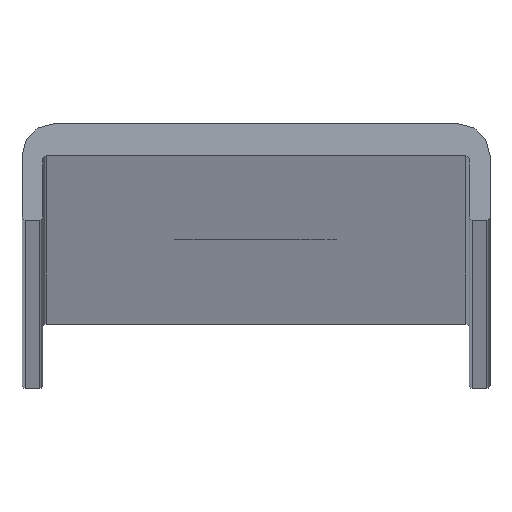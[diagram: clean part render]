
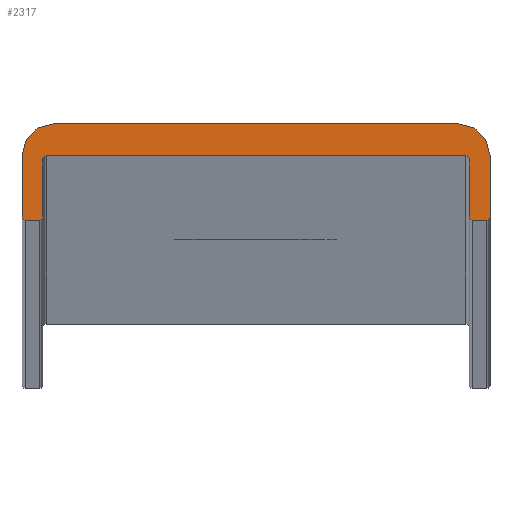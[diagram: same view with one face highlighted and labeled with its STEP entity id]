
A CAD part, top view. The second image highlights one B-rep face of the part: STEP entity #2317.
In plain terms, the highlighted planar face has unit normal (0, 0, 1).
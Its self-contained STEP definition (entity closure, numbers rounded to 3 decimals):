
#43 = DIRECTION ( 'NONE',  ( 0., 0., 1. ) ) ;
#270 = AXIS2_PLACEMENT_3D ( 'NONE', #8866, #2015, #11855 ) ;
#522 = DIRECTION ( 'NONE',  ( 0., -1., 0. ) ) ;
#788 = CARTESIAN_POINT ( 'NONE',  ( -13.05, 4., 3000. ) ) ;
#844 = EDGE_CURVE ( 'NONE', #5150, #16582, #14797, .T. ) ;
#897 = CARTESIAN_POINT ( 'NONE',  ( 13.45, 0., 3000. ) ) ;
#1105 = DIRECTION ( 'NONE',  ( 1., 0., 0. ) ) ;
#1643 = ORIENTED_EDGE ( 'NONE', *, *, #16534, .T. ) ;
#1645 = EDGE_CURVE ( 'NONE', #17544, #2199, #2896, .T. ) ;
#1825 = AXIS2_PLACEMENT_3D ( 'NONE', #10238, #4600, #10126 ) ;
#1902 = ORIENTED_EDGE ( 'NONE', *, *, #10494, .T. ) ;
#1927 = CARTESIAN_POINT ( 'NONE',  ( 13.25, 3.8, 3000. ) ) ;
#1965 = EDGE_CURVE ( 'NONE', #10078, #2909, #8628, .T. ) ;
#1987 = EDGE_CURVE ( 'NONE', #5713, #15986, #16765, .T. ) ;
#2015 = DIRECTION ( 'NONE',  ( 0., 0., 1. ) ) ;
#2152 = VERTEX_POINT ( 'NONE', #9344 ) ;
#2168 = VERTEX_POINT ( 'NONE', #897 ) ;
#2169 = LINE ( 'NONE', #10549, #3919 ) ;
#2199 = VERTEX_POINT ( 'NONE', #12161 ) ;
#2201 = VECTOR ( 'NONE', #12299, 1000. ) ;
#2317 = ADVANCED_FACE ( 'NONE', ( #8848 ), #8840, .F. ) ;
#2825 = AXIS2_PLACEMENT_3D ( 'NONE', #16628, #9811, #1105 ) ;
#2879 = VERTEX_POINT ( 'NONE', #6515 ) ;
#2896 = LINE ( 'NONE', #1927, #2201 ) ;
#2909 = VERTEX_POINT ( 'NONE', #788 ) ;
#2928 = ORIENTED_EDGE ( 'NONE', *, *, #16933, .T. ) ;
#3141 = CARTESIAN_POINT ( 'NONE',  ( 14.35, 0., 3000. ) ) ;
#3732 = VECTOR ( 'NONE', #3881, 1000. ) ;
#3881 = DIRECTION ( 'NONE',  ( 1., 0., 0. ) ) ;
#3892 = ORIENTED_EDGE ( 'NONE', *, *, #7394, .T. ) ;
#3919 = VECTOR ( 'NONE', #13428, 1000. ) ;
#4245 = VECTOR ( 'NONE', #6711, 1000. ) ;
#4600 = DIRECTION ( 'NONE',  ( 0., 0., 1. ) ) ;
#4760 = CARTESIAN_POINT ( 'NONE',  ( -14.55, 4., 3000. ) ) ;
#4830 = VERTEX_POINT ( 'NONE', #15555 ) ;
#4994 = ORIENTED_EDGE ( 'NONE', *, *, #8929, .T. ) ;
#5006 = AXIS2_PLACEMENT_3D ( 'NONE', #12793, #8431, #16939 ) ;
#5040 = ORIENTED_EDGE ( 'NONE', *, *, #6204, .T. ) ;
#5095 = ORIENTED_EDGE ( 'NONE', *, *, #844, .T. ) ;
#5150 = VERTEX_POINT ( 'NONE', #6202 ) ;
#5303 = EDGE_CURVE ( 'NONE', #2909, #7586, #2169, .T. ) ;
#5358 = CARTESIAN_POINT ( 'NONE',  ( -12.55, 6., 3000. ) ) ;
#5433 = ORIENTED_EDGE ( 'NONE', *, *, #1645, .T. ) ;
#5578 = AXIS2_PLACEMENT_3D ( 'NONE', #11489, #14500, #7706 ) ;
#5713 = VERTEX_POINT ( 'NONE', #14750 ) ;
#5999 = CARTESIAN_POINT ( 'NONE',  ( 13.05, 4., 3000. ) ) ;
#6023 = CARTESIAN_POINT ( 'NONE',  ( -14.55, 0.2, 3000. ) ) ;
#6147 = CARTESIAN_POINT ( 'NONE',  ( -13.05, 3.8, 3000. ) ) ;
#6202 = CARTESIAN_POINT ( 'NONE',  ( -14.55, 0.2, 3000. ) ) ;
#6204 = EDGE_CURVE ( 'NONE', #4830, #5713, #7116, .T. ) ;
#6226 = EDGE_CURVE ( 'NONE', #2199, #2168, #8447, .T. ) ;
#6302 = EDGE_CURVE ( 'NONE', #2879, #15689, #6658, .T. ) ;
#6515 = CARTESIAN_POINT ( 'NONE',  ( 14.55, 0.2, 3000. ) ) ;
#6658 = LINE ( 'NONE', #18237, #14813 ) ;
#6711 = DIRECTION ( 'NONE',  ( -1., 0., 0. ) ) ;
#7074 = CARTESIAN_POINT ( 'NONE',  ( -14.35, 0., 3000. ) ) ;
#7116 = LINE ( 'NONE', #5358, #4245 ) ;
#7394 = EDGE_CURVE ( 'NONE', #15689, #4830, #14154, .T. ) ;
#7447 = CIRCLE ( 'NONE', #5006, 0.2 ) ;
#7470 = CARTESIAN_POINT ( 'NONE',  ( 13.25, 3.8, 3000. ) ) ;
#7489 = CARTESIAN_POINT ( 'NONE',  ( -13.25, 3.8, 3000. ) ) ;
#7586 = VERTEX_POINT ( 'NONE', #5999 ) ;
#7693 = CARTESIAN_POINT ( 'NONE',  ( 13.45, 0., 3000. ) ) ;
#7706 = DIRECTION ( 'NONE',  ( -1., 0., 0. ) ) ;
#8431 = DIRECTION ( 'NONE',  ( 0., 0., 1. ) ) ;
#8447 = CIRCLE ( 'NONE', #9131, 0.2 ) ;
#8628 = CIRCLE ( 'NONE', #9112, 0.2 ) ;
#8840 = PLANE ( 'NONE',  #5578 ) ;
#8848 = FACE_OUTER_BOUND ( 'NONE', #13408, .T. ) ;
#8866 = CARTESIAN_POINT ( 'NONE',  ( -12.55, 4., 3000. ) ) ;
#8929 = EDGE_CURVE ( 'NONE', #15986, #5150, #13924, .T. ) ;
#9112 = AXIS2_PLACEMENT_3D ( 'NONE', #6147, #13337, #11678 ) ;
#9131 = AXIS2_PLACEMENT_3D ( 'NONE', #16767, #13737, #9554 ) ;
#9204 = VECTOR ( 'NONE', #11825, 1000. ) ;
#9318 = DIRECTION ( 'NONE',  ( 0., 1., 0. ) ) ;
#9344 = CARTESIAN_POINT ( 'NONE',  ( -13.25, 0.2, 3000. ) ) ;
#9554 = DIRECTION ( 'NONE',  ( -1., 0., 0. ) ) ;
#9770 = ORIENTED_EDGE ( 'NONE', *, *, #18129, .T. ) ;
#9811 = DIRECTION ( 'NONE',  ( 0., 0., -1. ) ) ;
#9956 = DIRECTION ( 'NONE',  ( 0., 0., 1. ) ) ;
#10076 = VECTOR ( 'NONE', #9318, 1000. ) ;
#10078 = VERTEX_POINT ( 'NONE', #7489 ) ;
#10126 = DIRECTION ( 'NONE',  ( -1., 0., 0. ) ) ;
#10238 = CARTESIAN_POINT ( 'NONE',  ( 12.55, 4., 3000. ) ) ;
#10489 = CARTESIAN_POINT ( 'NONE',  ( -13.45, 0., 3000. ) ) ;
#10494 = EDGE_CURVE ( 'NONE', #16582, #11405, #12333, .T. ) ;
#10549 = CARTESIAN_POINT ( 'NONE',  ( -13.05, 4., 3000. ) ) ;
#10783 = EDGE_CURVE ( 'NONE', #10824, #2879, #14138, .T. ) ;
#10824 = VERTEX_POINT ( 'NONE', #3141 ) ;
#11405 = VERTEX_POINT ( 'NONE', #10489 ) ;
#11489 = CARTESIAN_POINT ( 'NONE',  ( 12.55, 4., 3000. ) ) ;
#11678 = DIRECTION ( 'NONE',  ( 1., 0., 0. ) ) ;
#11825 = DIRECTION ( 'NONE',  ( 1., 0., 0. ) ) ;
#11830 = ORIENTED_EDGE ( 'NONE', *, *, #1987, .T. ) ;
#11855 = DIRECTION ( 'NONE',  ( 1., 0., 0. ) ) ;
#11973 = ORIENTED_EDGE ( 'NONE', *, *, #6302, .T. ) ;
#12085 = EDGE_CURVE ( 'NONE', #11405, #2152, #7447, .T. ) ;
#12161 = CARTESIAN_POINT ( 'NONE',  ( 13.25, 0.2, 3000. ) ) ;
#12299 = DIRECTION ( 'NONE',  ( 0., -1., 0. ) ) ;
#12333 = LINE ( 'NONE', #17750, #3732 ) ;
#12570 = CARTESIAN_POINT ( 'NONE',  ( 14.35, 0.2, 3000. ) ) ;
#12593 = VECTOR ( 'NONE', #522, 1000. ) ;
#12709 = ORIENTED_EDGE ( 'NONE', *, *, #12085, .T. ) ;
#12793 = CARTESIAN_POINT ( 'NONE',  ( -13.45, 0.2, 3000. ) ) ;
#12815 = ORIENTED_EDGE ( 'NONE', *, *, #6226, .T. ) ;
#13279 = AXIS2_PLACEMENT_3D ( 'NONE', #12570, #9956, #14139 ) ;
#13337 = DIRECTION ( 'NONE',  ( 0., 0., -1. ) ) ;
#13408 = EDGE_LOOP ( 'NONE', ( #3892, #5040, #11830, #4994, #5095, #1902, #12709, #9770, #13425, #17510, #2928, #5433, #12815, #1643, #13457, #11973 ) ) ;
#13425 = ORIENTED_EDGE ( 'NONE', *, *, #1965, .T. ) ;
#13428 = DIRECTION ( 'NONE',  ( 1., 0., 0. ) ) ;
#13457 = ORIENTED_EDGE ( 'NONE', *, *, #10783, .T. ) ;
#13737 = DIRECTION ( 'NONE',  ( 0., 0., 1. ) ) ;
#13924 = LINE ( 'NONE', #6023, #12593 ) ;
#14138 = CIRCLE ( 'NONE', #13279, 0.2 ) ;
#14139 = DIRECTION ( 'NONE',  ( 1., 0., 0. ) ) ;
#14154 = CIRCLE ( 'NONE', #1825, 2. ) ;
#14500 = DIRECTION ( 'NONE',  ( 0., 0., -1. ) ) ;
#14750 = CARTESIAN_POINT ( 'NONE',  ( -12.55, 6., 3000. ) ) ;
#14797 = CIRCLE ( 'NONE', #15919, 0.2 ) ;
#14813 = VECTOR ( 'NONE', #16965, 1000. ) ;
#15012 = CARTESIAN_POINT ( 'NONE',  ( 14.55, 4., 3000. ) ) ;
#15364 = CARTESIAN_POINT ( 'NONE',  ( -14.35, 0.2, 3000. ) ) ;
#15367 = CIRCLE ( 'NONE', #2825, 0.2 ) ;
#15555 = CARTESIAN_POINT ( 'NONE',  ( 12.55, 6., 3000. ) ) ;
#15689 = VERTEX_POINT ( 'NONE', #15012 ) ;
#15919 = AXIS2_PLACEMENT_3D ( 'NONE', #15364, #43, #18200 ) ;
#15986 = VERTEX_POINT ( 'NONE', #4760 ) ;
#16534 = EDGE_CURVE ( 'NONE', #2168, #10824, #16688, .T. ) ;
#16582 = VERTEX_POINT ( 'NONE', #7074 ) ;
#16628 = CARTESIAN_POINT ( 'NONE',  ( 13.05, 3.8, 3000. ) ) ;
#16688 = LINE ( 'NONE', #7693, #9204 ) ;
#16765 = CIRCLE ( 'NONE', #270, 2. ) ;
#16767 = CARTESIAN_POINT ( 'NONE',  ( 13.45, 0.2, 3000. ) ) ;
#16933 = EDGE_CURVE ( 'NONE', #7586, #17544, #15367, .T. ) ;
#16939 = DIRECTION ( 'NONE',  ( 1., 0., 0. ) ) ;
#16965 = DIRECTION ( 'NONE',  ( 0., 1., 0. ) ) ;
#17510 = ORIENTED_EDGE ( 'NONE', *, *, #5303, .T. ) ;
#17539 = LINE ( 'NONE', #17738, #10076 ) ;
#17544 = VERTEX_POINT ( 'NONE', #7470 ) ;
#17738 = CARTESIAN_POINT ( 'NONE',  ( -13.25, 0.2, 3000. ) ) ;
#17750 = CARTESIAN_POINT ( 'NONE',  ( -14.35, 0., 3000. ) ) ;
#18129 = EDGE_CURVE ( 'NONE', #2152, #10078, #17539, .T. ) ;
#18200 = DIRECTION ( 'NONE',  ( -1., 0., 0. ) ) ;
#18237 = CARTESIAN_POINT ( 'NONE',  ( 14.55, 4., 3000. ) ) ;
